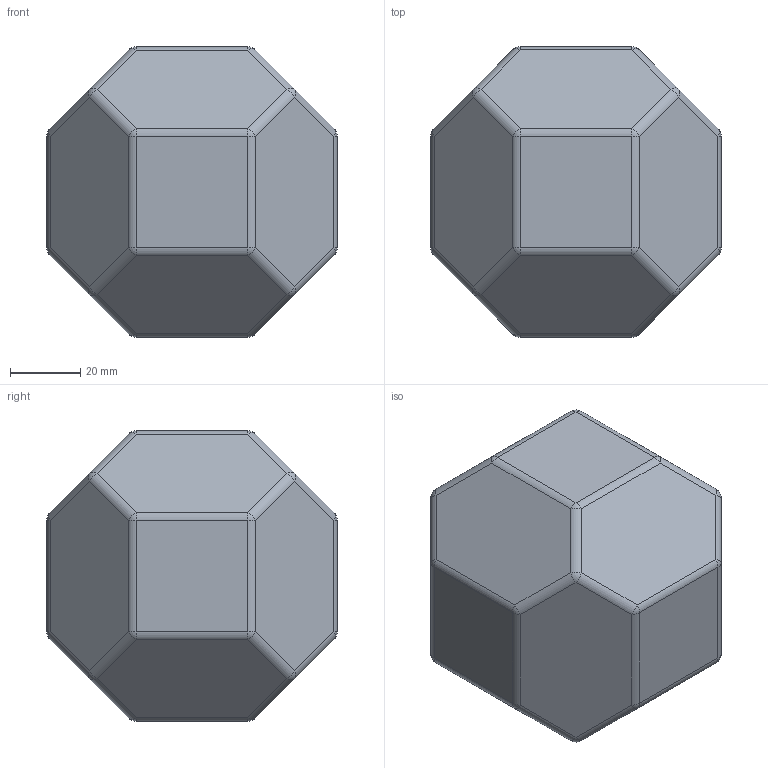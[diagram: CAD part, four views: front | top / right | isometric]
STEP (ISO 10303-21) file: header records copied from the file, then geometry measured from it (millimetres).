
FILE_DESCRIPTION(/* description */ ('STEP AP242','CAx-IF Rec.Pracs.---Representation and Presentation of Product Manufacturing Information (PMI)---4.0---2014-10-13','CAx-IF Rec.Pracs.---3D Tessellated Geometry---0.4---2014-09-14','2;1'),/* implementation_level */ '2;1');
FILE_NAME(/* name */ 'Field Assembly - Blue Block (10)',/* time_stamp */ '2025-07-29T02:35:06Z',/* author */ (''),/* organization */ (''),/* preprocessor_version */ 'ST-DEVELOPER v20',/* originating_system */ 'ONSHAPE BY PTC INC, 1.201',/* authorisation */ ' ');
FILE_SCHEMA (('AP242_MANAGED_MODEL_BASED_3D_ENGINEERING_MIM_LF { 1 0 10303 442 1 1 4 }'));
Length unit declared in the file: metre
Products named in the file (1): Blue Block
Bounding box: 82.55 x 82.55 x 82.55 mm (x, y, z)
Volume: 357351.1 mm3; surface area: 25716.7 mm2
Topology: 1 solids, 1 shells, 98 faces, 224 edges, 96 vertices
Faces by surface type: cylinder 48, sphere 32, plane 18
Entity records: 2446 total; most frequent: DIRECTION 486, CARTESIAN_POINT 387, ORIENTED_EDGE 384, AXIS2_PLACEMENT_3D 195, EDGE_CURVE 192, EDGE_LOOP 98, FACE_BOUND 98, ADVANCED_FACE 98
